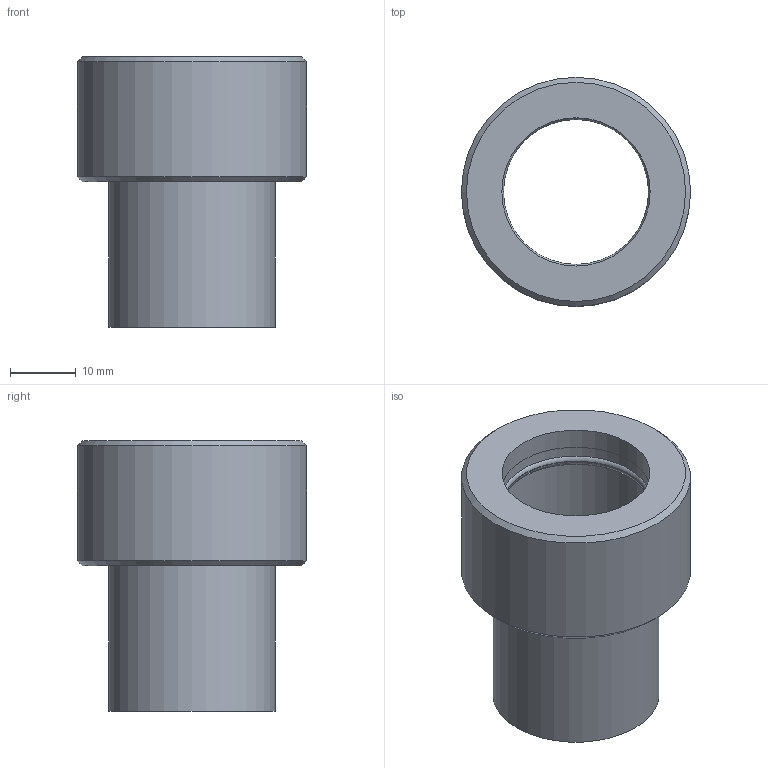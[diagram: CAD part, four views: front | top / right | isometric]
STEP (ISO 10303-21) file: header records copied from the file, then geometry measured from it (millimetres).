
FILE_DESCRIPTION(/* description */ (''),/* implementation_level */ '2;1');
FILE_NAME(/* name */ '1000116a.stp',/* time_stamp */ '2019-08-01T09:16:48-04:00',/* author */ ('Glen_C'),/* organization */ (''),/* preprocessor_version */ 'ST-DEVELOPER v16.13',/* originating_system */ 'Autodesk Inventor 2018',/* authorisation */ '');
FILE_SCHEMA (('AUTOMOTIVE_DESIGN { 1 0 10303 214 3 1 1 }'));
Length unit declared in the file: inch
Products named in the file (1): 1000116a
Bounding box: 34.92 x 34.92 x 41.27 mm (x, y, z)
Volume: 13215 mm3; surface area: 12629.4 mm2
Topology: 4 solids, 4 shells, 32 faces, 54 edges, 33 vertices
Faces by surface type: cylinder 12, plane 11, cone 5, torus 4
Full cylindrical faces by diameter (mm): 22.098 x1, 22.606 x3, 25.4 x1, 26.873 x1, 26.924 x1, 29.718 x2, 30.378 x1, 31.75 x1, 34.925 x1
Entity records: 751 total; most frequent: DIRECTION 130, CARTESIAN_POINT 97, AXIS2_PLACEMENT_3D 65, EDGE_LOOP 64, ORIENTED_EDGE 64, STYLED_ITEM 36, FACE_BOUND 32, FACE_OUTER_BOUND 32
